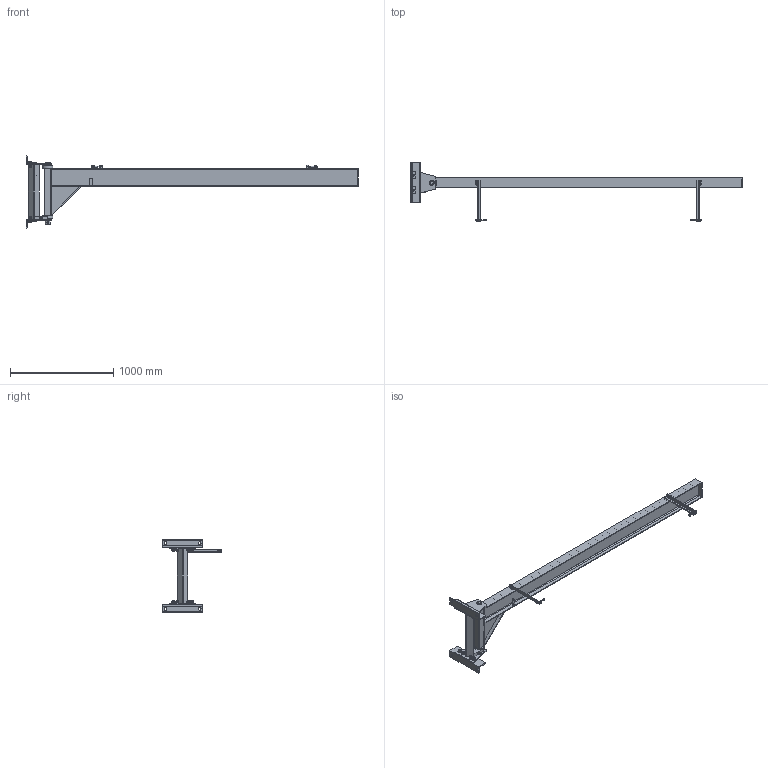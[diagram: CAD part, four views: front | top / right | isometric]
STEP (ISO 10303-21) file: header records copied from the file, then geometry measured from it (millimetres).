
FILE_DESCRIPTION(('STEP AP214'),'1');
FILE_NAME('PMH Väggsvängkran Loke 125-3.stp','2013-08-16T07:55:41',(' '),(' '),'Spatial InterOp 3D',' ',' ');
FILE_SCHEMA(('automotive_design'));
Length unit declared in the file: millimetre
Products named in the file (72): L0125-3; Lagerbox III; KKR; Plattstång; Plåt; Vinkelstång; IPE180; B_rlinekomponenter; Hållare till Bärlinestag; Bärlinestag; Bolt Assembly; M6S M8x20; M6M M8; Bultf_rband; Skruv_gla M8x60; Skruvögla M8x60; PMH Vaggsvangkran Loke 125-3; V_ggf_ste IV; Fästöra IV; KKR 80, L=525; V_ggf_ste IV (125kg, 3&4m); M6S M20x50; DIN_985 M20; Bultf_rband M20x50; Vinkelstång IV Typ 1; Axel III _ IV; Axelkant III / IV; Axel III / IV; Distansbricka III / IV; Hylsa III / IV; Bultf_rband M8x65; DIN_985 M8; M6S M8x65; Broms V_ggf_ste IV (125); Bromsback III Typ 1; Bromsback III Typ 2; Broms 125 Bolt Assembly; Polyfjäder 25s/10 (hårdhet 90), L=20; Bricka Ø26/11, T=5; M6M M10 ...
Assembly tree (77 placements, depth 6):
  PMH Vaggsvangkran Loke 125-3
    L0125-3
      Lagerbox III
      Lagerbox III
      KKR
      Plattstång
      Plåt
      Vinkelstång
      Vinkelstång
      IPE180
      Plåt
      B_rlinekomponenter
        Hållare till Bärlinestag
        Hållare till Bärlinestag
        Bärlinestag
        Bärlinestag
        Bultf_rband
          Bolt Assembly  x2
            M6S M8x20
            M6M M8
          Bolt Assembly
            M6S M8x20
            M6M M8
          Bolt Assembly
            M6S M8x20
            M6M M8
        Skruv_gla M8x60
          Skruvögla M8x60
          M6M M8  x2
        Skruv_gla M8x60
          Skruvögla M8x60
          M6M M8
          M6M M8
    V_ggf_ste IV (125kg, 3&4m)
      V_ggf_ste IV
        Fästöra IV
        Fästöra IV
        KKR 80, L=525
      Bultf_rband M20x50
        Bolt Assembly  x4
          M6S M20x50
          DIN_985 M20
        Bolt Assembly
          M6S M20x50
          DIN_985 M20
        Bolt Assembly
          M6S M20x50
          DIN_985 M20
        Bolt Assembly
          M6S M20x50
          DIN_985 M20
        Bolt Assembly
          M6S M20x50
          DIN_985 M20
      Vinkelstång IV Typ 1
      Vinkelstång IV Typ 1
      Axel III _ IV
        Axelkant III / IV
        Axel III / IV
        Distansbricka III / IV
Bounding box: 3214 x 570.5 x 699 mm (x, y, z)
Volume: 13326361.6 mm3; surface area: 3674532.5 mm2
Topology: 61 solids, 61 shells, 933 faces, 2037 edges, 1246 vertices
Faces by surface type: plane 440, cone 337, cylinder 150, bspline 4, revolution 2
Full cylindrical faces by diameter (mm): 4.5 x1, 7.28 x1, 8 x16, 8.5 x4, 9 x11, 10 x5, 11 x1, 13 x1, 17 x1, 18.2 x8, 20 x16, 21 x16, 25 x5, 26 x1, 30 x8, 35 x3, 35.5 x2, 36 x1, 50 x3, 100 x2
Entity records: 26776 total; most frequent: CARTESIAN_POINT 4575, DIRECTION 3177, ORIENTED_EDGE 2930, EDGE_CURVE 1465, AXIS2_PLACEMENT_3D 1318, EDGE_LOOP 979, VERTEX_POINT 974, FACE_OUTER_BOUND 820
